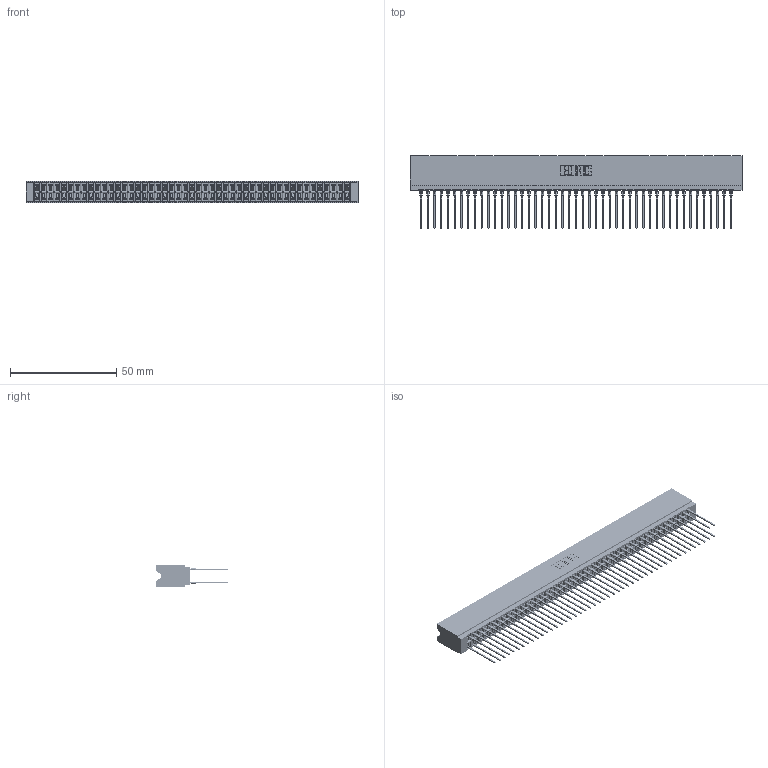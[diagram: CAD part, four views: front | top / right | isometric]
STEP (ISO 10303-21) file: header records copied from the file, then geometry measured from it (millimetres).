
FILE_DESCRIPTION (( 'STEP AP203' ), '1' );
FILE_NAME ('746-094-553-606.STEP', '2026-03-04T21:16:44', ( '' ), ( '' ), 'SwSTEP 2.0', 'SolidWorks 2023', '' );
FILE_SCHEMA (( 'CONFIG_CONTROL_DESIGN' ));
Length unit declared in the file: millimetre
Products named in the file (3): 746-094-553-606; 746-292-001_553; 746 Part_.340 Slot Depth - 06
Assembly tree (95 placements, depth 2):
  746-094-553-606
    746 Part_.340 Slot Depth - 06
    746-292-001_553  x94
Bounding box: 156.46 x 34.2 x 9.91 mm (x, y, z)
Volume: 18365.1 mm3; surface area: 28988.4 mm2
Topology: 95 solids, 95 shells, 8511 faces, 23389 edges, 14886 vertices
Faces by surface type: plane 4380, bspline 1880, cylinder 1687, torus 564
Entity records: 71839 total; most frequent: CARTESIAN_POINT 14238, ORIENTED_EDGE 12368, DIRECTION 10318, EDGE_CURVE 6184, VECTOR 5530, LINE 5530, VERTEX_POINT 4098, AXIS2_PLACEMENT_3D 2394
